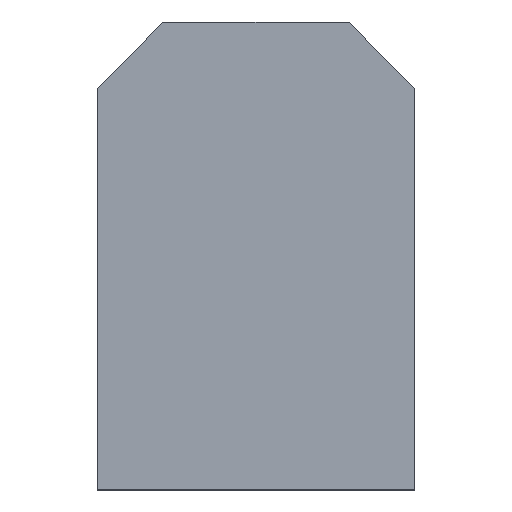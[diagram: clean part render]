
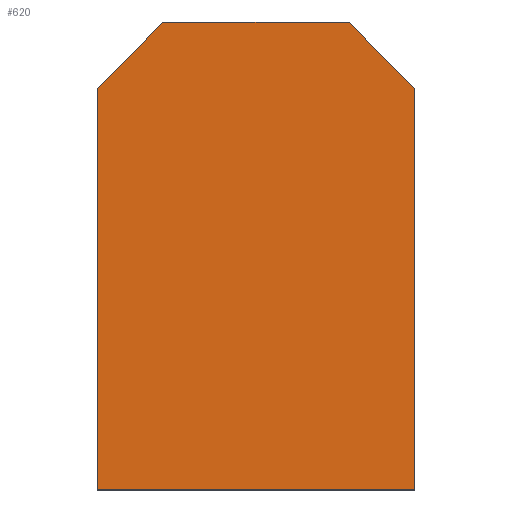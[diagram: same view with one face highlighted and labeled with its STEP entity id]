
A CAD part, top view. The second image highlights one B-rep face of the part: STEP entity #620.
In plain terms, the highlighted planar face has unit normal (0, 0, 1).
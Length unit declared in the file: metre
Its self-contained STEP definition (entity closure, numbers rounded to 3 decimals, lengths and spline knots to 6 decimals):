
#64=ORIENTED_EDGE('',*,*,#222,.F.);
#65=ORIENTED_EDGE('',*,*,#226,.T.);
#66=ORIENTED_EDGE('',*,*,#229,.T.);
#67=ORIENTED_EDGE('',*,*,#231,.F.);
#68=ORIENTED_EDGE('',*,*,#207,.F.);
#69=ORIENTED_EDGE('',*,*,#233,.F.);
#207=EDGE_CURVE('',#295,#296,#351,.T.);
#222=EDGE_CURVE('',#310,#311,#364,.T.);
#226=EDGE_CURVE('',#310,#313,#368,.T.);
#229=EDGE_CURVE('',#313,#315,#371,.T.);
#231=EDGE_CURVE('',#296,#315,#373,.T.);
#233=EDGE_CURVE('',#311,#295,#375,.T.);
#295=VERTEX_POINT('',#888);
#296=VERTEX_POINT('',#890);
#310=VERTEX_POINT('',#920);
#311=VERTEX_POINT('',#922);
#313=VERTEX_POINT('',#928);
#315=VERTEX_POINT('',#934);
#351=LINE('',#889,#435);
#364=LINE('',#921,#448);
#368=LINE('',#929,#452);
#371=LINE('',#935,#455);
#373=LINE('',#938,#457);
#375=LINE('',#941,#459);
#435=VECTOR('',#718,1.);
#448=VECTOR('',#739,1.);
#452=VECTOR('',#745,1.);
#455=VECTOR('',#750,1.);
#457=VECTOR('',#754,1.);
#459=VECTOR('',#758,1.);
#516=EDGE_LOOP('',(#64,#65,#66,#67,#68,#69));
#552=FACE_BOUND('',#516,.T.);
#588=PLANE('',#671);
#620=ADVANCED_FACE('',(#552),#588,.T.);
#671=AXIS2_PLACEMENT_3D('',#942,#759,#760);
#718=DIRECTION('',(1.,0.,0.));
#739=DIRECTION('',(0.,1.,0.));
#745=DIRECTION('',(1.,0.,0.));
#750=DIRECTION('',(0.,1.,0.));
#754=DIRECTION('',(0.7,-0.714,0.));
#758=DIRECTION('',(0.7,0.714,0.));
#759=DIRECTION('',(0.,0.,1.));
#760=DIRECTION('',(1.,0.,0.));
#888=CARTESIAN_POINT('',(0.0035,0.025,0.0015));
#889=CARTESIAN_POINT('',(0.008475,0.025,0.0015));
#890=CARTESIAN_POINT('',(0.01345,0.025,0.0015));
#920=CARTESIAN_POINT('',(0.,0.,0.0015));
#921=CARTESIAN_POINT('',(0.,0.010715,0.0015));
#922=CARTESIAN_POINT('',(0.,0.021429,0.0015));
#928=CARTESIAN_POINT('',(0.01695,0.,0.0015));
#929=CARTESIAN_POINT('',(0.008475,0.,0.0015));
#934=CARTESIAN_POINT('',(0.01695,0.021429,0.0015));
#935=CARTESIAN_POINT('',(0.01695,0.010715,0.0015));
#938=CARTESIAN_POINT('',(0.0152,0.023215,0.0015));
#941=CARTESIAN_POINT('',(0.00175,0.023215,0.0015));
#942=CARTESIAN_POINT('',(0.008475,0.0125,0.0015));
